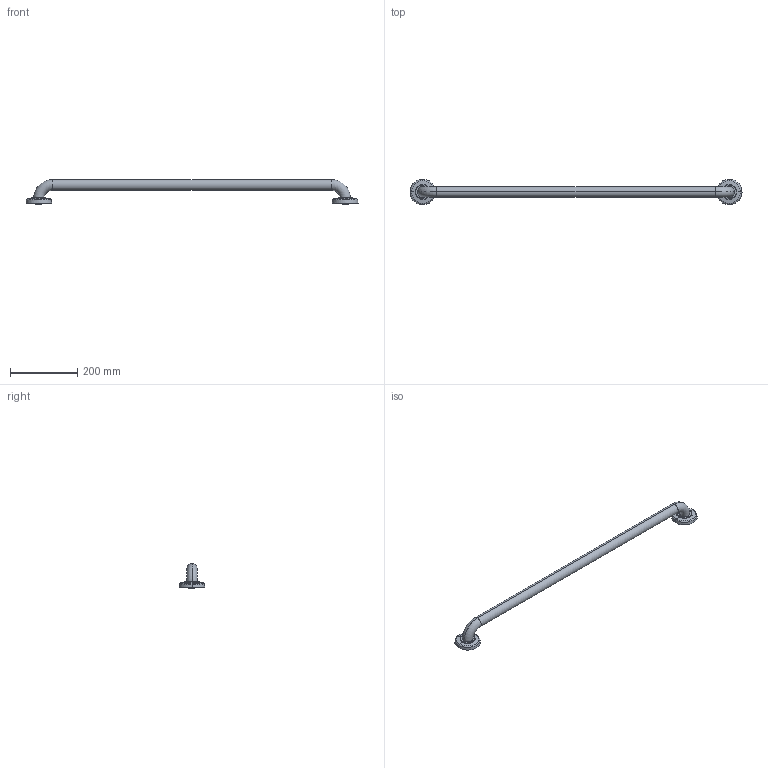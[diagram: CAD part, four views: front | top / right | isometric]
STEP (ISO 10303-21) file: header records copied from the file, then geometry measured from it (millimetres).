
FILE_DESCRIPTION((''),'2;1');
FILE_NAME('990-3936_ASM','2017-07-18T',('rsmith'),(''),'PRO/ENGINEER BY PARAMETRIC TECHNOLOGY CORPORATION, 2013150','PRO/ENGINEER BY PARAMETRIC TECHNOLOGY CORPORATION, 2013150','');
FILE_SCHEMA(('CONFIG_CONTROL_DESIGN'));
Length unit declared in the file: inch
Products named in the file (7): 1995; 20-287_ASM; 80531; 50869; 5085_ASM; 0372; 990-3936_ASM
Assembly tree (9 placements, depth 3):
  990-3936_ASM
    20-287_ASM  x2
      1995
    5085_ASM
      80531
      50869  x2
    0372  x2
Bounding box: 990.6 x 76.2 x 73.96 mm (x, y, z)
Volume: 184226.3 mm3; surface area: 357418 mm2
Topology: 7 solids, 22 shells, 752 faces, 2002 edges, 1300 vertices
Faces by surface type: plane 228, cylinder 200, bspline 114, extrusion 94, torus 60, cone 28, sphere 28
Entity records: 20640 total; most frequent: CARTESIAN_POINT 11297, ORIENTED_EDGE 2024, DIRECTION 1681, EDGE_CURVE 1034, VERTEX_POINT 668, AXIS2_PLACEMENT_3D 648, EDGE_LOOP 427, B_SPLINE_CURVE_WITH_KNOTS 409
